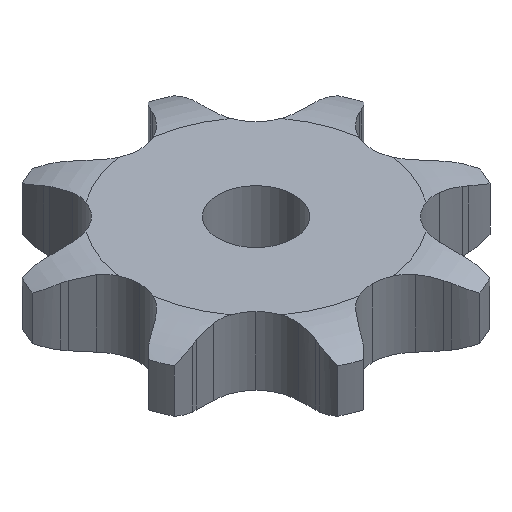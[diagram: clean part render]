
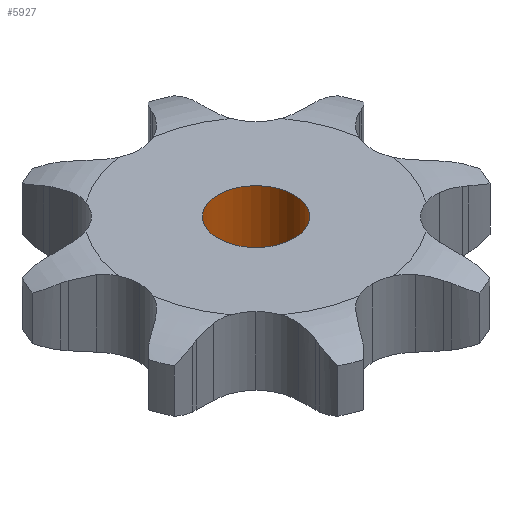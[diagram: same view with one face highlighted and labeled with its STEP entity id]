
A CAD part, isometric view. The second image highlights one B-rep face of the part: STEP entity #5927.
In plain terms, the highlighted cylindrical face has radius 4 mm (diameter 8 mm), a full revolution.
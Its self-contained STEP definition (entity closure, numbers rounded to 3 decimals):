
#454 = PLANE('',#455);
#455 = AXIS2_PLACEMENT_3D('',#456,#457,#458);
#456 = CARTESIAN_POINT('',(0.,0.,7.2));
#457 = DIRECTION('',(-0.,-0.,-1.));
#458 = DIRECTION('',(-1.,0.,0.));
#660 = PLANE('',#661);
#661 = AXIS2_PLACEMENT_3D('',#662,#663,#664);
#662 = CARTESIAN_POINT('',(0.,0.,0.));
#663 = DIRECTION('',(-0.,-0.,-1.));
#664 = DIRECTION('',(-1.,0.,0.));
#1714 = EDGE_CURVE('',#1715,#1715,#1717,.T.);
#1715 = VERTEX_POINT('',#1716);
#1716 = CARTESIAN_POINT('',(4.,0.,7.2));
#1717 = SURFACE_CURVE('',#1718,(#1723,#1734),.PCURVE_S1.);
#1718 = CIRCLE('',#1719,4.);
#1719 = AXIS2_PLACEMENT_3D('',#1720,#1721,#1722);
#1720 = CARTESIAN_POINT('',(0.,0.,7.2));
#1721 = DIRECTION('',(0.,0.,1.));
#1722 = DIRECTION('',(1.,0.,0.));
#1723 = PCURVE('',#454,#1724);
#1724 = DEFINITIONAL_REPRESENTATION('',(#1725),#1733);
#1725 = ( BOUNDED_CURVE() B_SPLINE_CURVE(2,(#1726,#1727,#1728,#1729,
#1730,#1731,#1732),.UNSPECIFIED.,.T.,.F.) B_SPLINE_CURVE_WITH_KNOTS((1,2
    ,2,2,2,1),(-2.094,0.,2.094,4.189,
6.283,8.378),.UNSPECIFIED.) CURVE() 
GEOMETRIC_REPRESENTATION_ITEM() RATIONAL_B_SPLINE_CURVE((1.,0.5,1.,0.5,
1.,0.5,1.)) REPRESENTATION_ITEM('') );
#1726 = CARTESIAN_POINT('',(-4.,0.));
#1727 = CARTESIAN_POINT('',(-4.,6.928));
#1728 = CARTESIAN_POINT('',(2.,3.464));
#1729 = CARTESIAN_POINT('',(8.,0.));
#1730 = CARTESIAN_POINT('',(2.,-3.464));
#1731 = CARTESIAN_POINT('',(-4.,-6.928));
#1732 = CARTESIAN_POINT('',(-4.,0.));
#1733 = ( GEOMETRIC_REPRESENTATION_CONTEXT(2) 
PARAMETRIC_REPRESENTATION_CONTEXT() REPRESENTATION_CONTEXT('2D SPACE',''
  ) );
#1734 = PCURVE('',#1735,#1740);
#1735 = CYLINDRICAL_SURFACE('',#1736,4.);
#1736 = AXIS2_PLACEMENT_3D('',#1737,#1738,#1739);
#1737 = CARTESIAN_POINT('',(0.,0.,52.797));
#1738 = DIRECTION('',(0.,0.,1.));
#1739 = DIRECTION('',(1.,0.,0.));
#1740 = DEFINITIONAL_REPRESENTATION('',(#1741),#1745);
#1741 = LINE('',#1742,#1743);
#1742 = CARTESIAN_POINT('',(0.,-45.597));
#1743 = VECTOR('',#1744,1.);
#1744 = DIRECTION('',(1.,0.));
#1745 = ( GEOMETRIC_REPRESENTATION_CONTEXT(2) 
PARAMETRIC_REPRESENTATION_CONTEXT() REPRESENTATION_CONTEXT('2D SPACE',''
  ) );
#2541 = EDGE_CURVE('',#2542,#2542,#2544,.T.);
#2542 = VERTEX_POINT('',#2543);
#2543 = CARTESIAN_POINT('',(4.,0.,0.));
#2544 = SURFACE_CURVE('',#2545,(#2550,#2561),.PCURVE_S1.);
#2545 = CIRCLE('',#2546,4.);
#2546 = AXIS2_PLACEMENT_3D('',#2547,#2548,#2549);
#2547 = CARTESIAN_POINT('',(0.,0.,0.));
#2548 = DIRECTION('',(0.,0.,1.));
#2549 = DIRECTION('',(1.,0.,0.));
#2550 = PCURVE('',#660,#2551);
#2551 = DEFINITIONAL_REPRESENTATION('',(#2552),#2560);
#2552 = ( BOUNDED_CURVE() B_SPLINE_CURVE(2,(#2553,#2554,#2555,#2556,
#2557,#2558,#2559),.UNSPECIFIED.,.T.,.F.) B_SPLINE_CURVE_WITH_KNOTS((1,2
    ,2,2,2,1),(-2.094,0.,2.094,4.189,
6.283,8.378),.UNSPECIFIED.) CURVE() 
GEOMETRIC_REPRESENTATION_ITEM() RATIONAL_B_SPLINE_CURVE((1.,0.5,1.,0.5,
1.,0.5,1.)) REPRESENTATION_ITEM('') );
#2553 = CARTESIAN_POINT('',(-4.,0.));
#2554 = CARTESIAN_POINT('',(-4.,6.928));
#2555 = CARTESIAN_POINT('',(2.,3.464));
#2556 = CARTESIAN_POINT('',(8.,0.));
#2557 = CARTESIAN_POINT('',(2.,-3.464));
#2558 = CARTESIAN_POINT('',(-4.,-6.928));
#2559 = CARTESIAN_POINT('',(-4.,0.));
#2560 = ( GEOMETRIC_REPRESENTATION_CONTEXT(2) 
PARAMETRIC_REPRESENTATION_CONTEXT() REPRESENTATION_CONTEXT('2D SPACE',''
  ) );
#2561 = PCURVE('',#1735,#2562);
#2562 = DEFINITIONAL_REPRESENTATION('',(#2563),#2567);
#2563 = LINE('',#2564,#2565);
#2564 = CARTESIAN_POINT('',(0.,-52.797));
#2565 = VECTOR('',#2566,1.);
#2566 = DIRECTION('',(1.,0.));
#2567 = ( GEOMETRIC_REPRESENTATION_CONTEXT(2) 
PARAMETRIC_REPRESENTATION_CONTEXT() REPRESENTATION_CONTEXT('2D SPACE',''
  ) );
#5927 = ADVANCED_FACE('',(#5928),#1735,.F.);
#5928 = FACE_BOUND('',#5929,.F.);
#5929 = EDGE_LOOP('',(#5930,#5931,#5952,#5953));
#5930 = ORIENTED_EDGE('',*,*,#1714,.F.);
#5931 = ORIENTED_EDGE('',*,*,#5932,.T.);
#5932 = EDGE_CURVE('',#1715,#2542,#5933,.T.);
#5933 = SEAM_CURVE('',#5934,(#5938,#5945),.PCURVE_S1.);
#5934 = LINE('',#5935,#5936);
#5935 = CARTESIAN_POINT('',(4.,0.,52.797));
#5936 = VECTOR('',#5937,1.);
#5937 = DIRECTION('',(-0.,-0.,-1.));
#5938 = PCURVE('',#1735,#5939);
#5939 = DEFINITIONAL_REPRESENTATION('',(#5940),#5944);
#5940 = LINE('',#5941,#5942);
#5941 = CARTESIAN_POINT('',(6.283,0.));
#5942 = VECTOR('',#5943,1.);
#5943 = DIRECTION('',(0.,-1.));
#5944 = ( GEOMETRIC_REPRESENTATION_CONTEXT(2) 
PARAMETRIC_REPRESENTATION_CONTEXT() REPRESENTATION_CONTEXT('2D SPACE',''
  ) );
#5945 = PCURVE('',#1735,#5946);
#5946 = DEFINITIONAL_REPRESENTATION('',(#5947),#5951);
#5947 = LINE('',#5948,#5949);
#5948 = CARTESIAN_POINT('',(0.,0.));
#5949 = VECTOR('',#5950,1.);
#5950 = DIRECTION('',(0.,-1.));
#5951 = ( GEOMETRIC_REPRESENTATION_CONTEXT(2) 
PARAMETRIC_REPRESENTATION_CONTEXT() REPRESENTATION_CONTEXT('2D SPACE',''
  ) );
#5952 = ORIENTED_EDGE('',*,*,#2541,.T.);
#5953 = ORIENTED_EDGE('',*,*,#5932,.F.);
